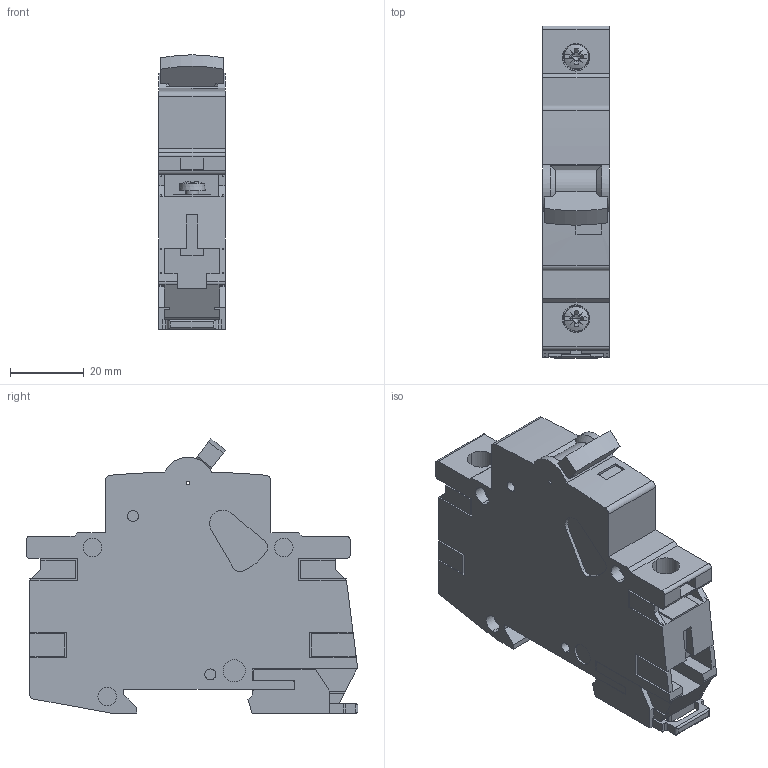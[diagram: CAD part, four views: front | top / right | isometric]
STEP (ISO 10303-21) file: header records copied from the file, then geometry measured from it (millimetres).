
FILE_DESCRIPTION((''),'2;1');
FILE_NAME('770620105_DA_ETIMAT_P10_12-60V__ASM','2022-11-23T14:42:10',('klemen.sitar'),('Audax d.o.o.'),'CREO PARAMETRIC BY PTC INC, 2021304','CREO PARAMETRIC BY PTC INC, 2021304','');
FILE_SCHEMA(('AP242_MANAGED_MODEL_BASED_3D_ENGINEERING_MIM_LF { 1 0 10303 442 1 1 4 }'));
Products named in the file (7): ETIMAT_11_1_2_3_4_AF0_1_1_1; DZWIGNIA_ETIMAT11_1_2_3_4_1_1_1; ZAPINKA_ETIMAT10_1_2_3_4_1_1_1; SCREW_1; PRT0011_1; PRT0001; 770620105_DA_ETIMAT_P10_12-60V__ASM
Assembly tree (6 placements, depth 2):
  770620105_DA_ETIMAT_P10_12-60V__ASM
    ETIMAT_11_1_2_3_4_AF0_1_1_1
    DZWIGNIA_ETIMAT11_1_2_3_4_1_1_1
    ZAPINKA_ETIMAT10_1_2_3_4_1_1_1
    SCREW_1
    PRT0011_1
    PRT0001
Bounding box: 18 x 90.09 x 74.47 mm (x, y, z)
Volume: 77635.1 mm3; surface area: 22992.4 mm2
Topology: 5 solids, 6 shells, 473 faces, 1344 edges, 894 vertices
Faces by surface type: plane 331, cylinder 112, cone 18, bspline 8, sphere 4
Entity records: 24210 total; most frequent: CARTESIAN_POINT 3505, ORIENTED_EDGE 2668, DIRECTION 2498, PRESENTATION_STYLE_ASSIGNMENT 1823, STYLED_ITEM 1823, CURVE_STYLE 1344, EDGE_CURVE 1338, VECTOR 904
